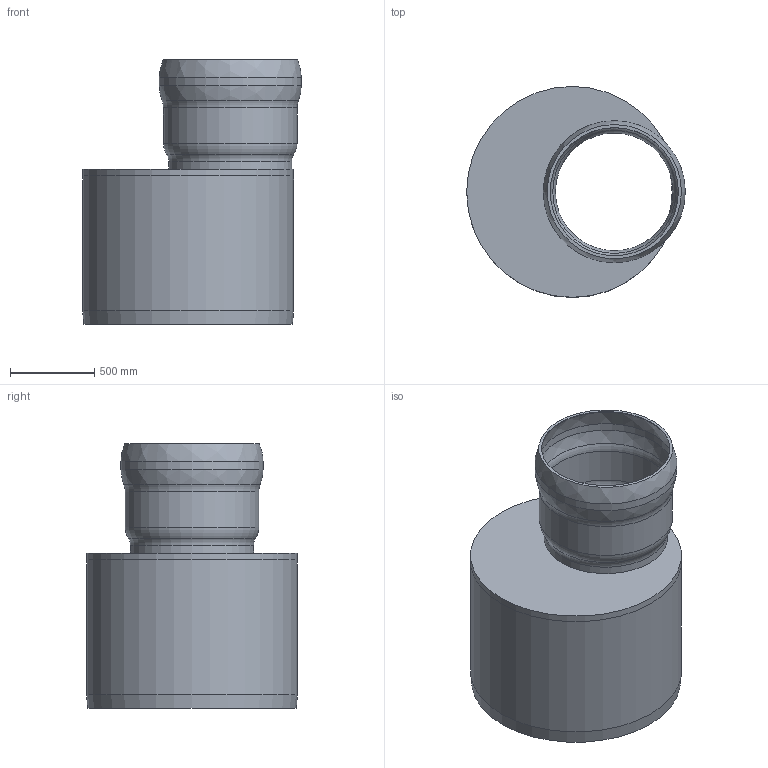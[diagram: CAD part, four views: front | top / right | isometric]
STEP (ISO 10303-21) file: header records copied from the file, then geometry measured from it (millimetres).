
FILE_DESCRIPTION(/* description */ (''),/* implementation_level */ '2;1');
FILE_NAME(/* name */ '00643.CE0X_3D.stp',/* time_stamp */ '2024-12-11T12:59:31+01:00',/* author */ ('CAD'),/* organization */ (''),/* preprocessor_version */ 'ST-DEVELOPER v20',/* originating_system */ 'AutoCAD Mechanical',/* authorisation */ '');
FILE_SCHEMA (('AUTOMOTIVE_DESIGN { 1 0 10303 214 3 1 1 }'));
Length unit declared in the file: centimetre
Products named in the file (1): Product
Bounding box: 1296 x 1250 x 1570 mm (x, y, z)
Volume: 143880495.7 mm3; surface area: 12204315.1 mm2
Topology: 3 solids, 3 shells, 29 faces, 63 edges, 40 vertices
Faces by surface type: cylinder 10, plane 6, torus 6, bspline 4, cone 3
Full cylindrical faces by diameter (mm): 698 x1, 710 x1, 730 x1, 760 x1, 792 x1, 810 x1, 842 x1, 1200 x1, 1250 x2
Entity records: 940 total; most frequent: CARTESIAN_POINT 237, DIRECTION 165, ORIENTED_EDGE 126, AXIS2_PLACEMENT_3D 76, EDGE_CURVE 63, CIRCLE 50, VERTEX_POINT 40, EDGE_LOOP 35
